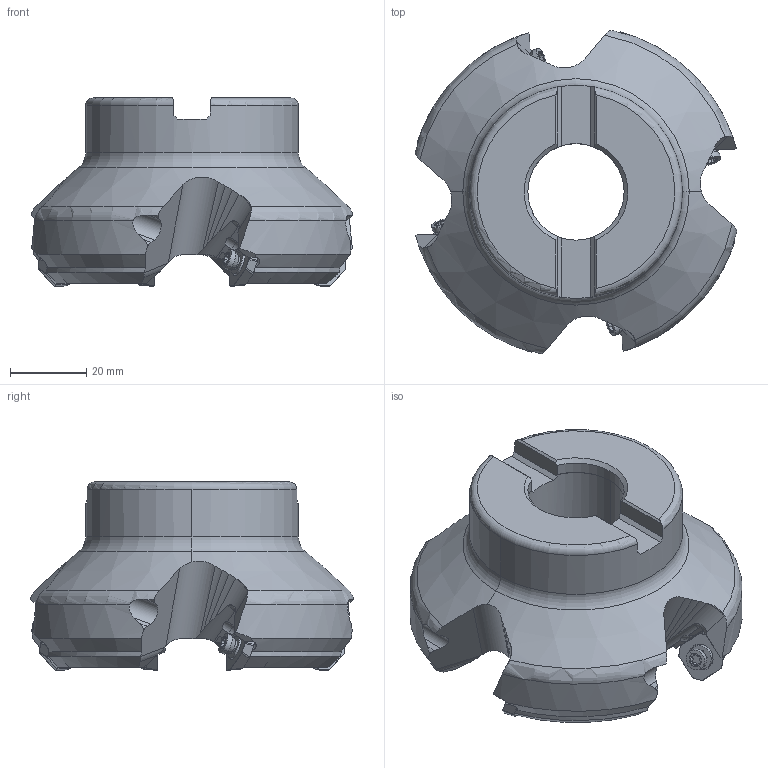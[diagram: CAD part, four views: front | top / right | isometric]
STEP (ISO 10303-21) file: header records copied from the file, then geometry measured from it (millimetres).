
FILE_DESCRIPTION(/* description */ (''),/* implementation_level */ '2;1');
FILE_NAME(/* name */ 'ASX445R0304C.stp',/* time_stamp */ '2021-09-08T11:41:07+09:00',/* author */ (''),/* organization */ (''),/* preprocessor_version */ 'ST-DEVELOPER v16',/* originating_system */ 'SIEMENS PLM Software NX 10.0',/* authorisation */ '');
FILE_SCHEMA (('AUTOMOTIVE_DESIGN { 1 0 10303 214 3 1 1 1 }'));
Length unit declared in the file: millimetre
Products named in the file (1): ASX445R0304C_ASM
Bounding box: 84.59 x 85.05 x 49.5 mm (x, y, z)
Volume: 124649 mm3; surface area: 25805 mm2
Topology: 13 solids, 13 shells, 628 faces, 1718 edges, 1155 vertices
Faces by surface type: cylinder 256, plane 248, cone 76, torus 28, sphere 12, bspline 8
Entity records: 22514 total; most frequent: CARTESIAN_POINT 6172, ORIENTED_EDGE 3388, DIRECTION 3342, EDGE_CURVE 1694, AXIS2_PLACEMENT_3D 1323, VERTEX_POINT 1108, LINE 696, VECTOR 696
